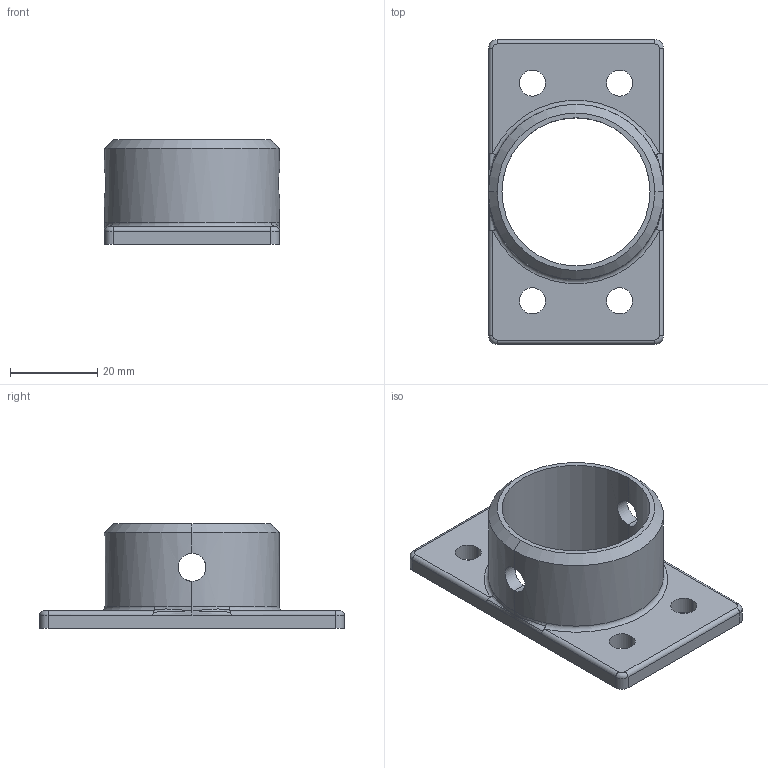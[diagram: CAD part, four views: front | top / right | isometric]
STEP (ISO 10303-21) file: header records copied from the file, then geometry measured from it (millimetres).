
FILE_DESCRIPTION (( 'STEP AP203' ), '1' );
FILE_NAME ('sone3D.STEP', '2014-10-30T00:50:41', ( '' ), ( '' ), 'SwSTEP 2.0', 'SolidWorks 2012', '' );
FILE_SCHEMA (( 'CONFIG_CONTROL_DESIGN' ));
Length unit declared in the file: millimetre
Products named in the file (1): sone3D
Bounding box: 40.21 x 70 x 24 mm (x, y, z)
Volume: 13920.6 mm3; surface area: 9549.6 mm2
Topology: 1 solids, 1 shells, 54 faces, 138 edges, 82 vertices
Faces by surface type: cylinder 26, bspline 12, plane 8, torus 6, cone 2
Entity records: 2899 total; most frequent: CARTESIAN_POINT 1583, ORIENTED_EDGE 276, DIRECTION 228, EDGE_CURVE 138, AXIS2_PLACEMENT_3D 91, VERTEX_POINT 82, EDGE_LOOP 64, FACE_OUTER_BOUND 54
